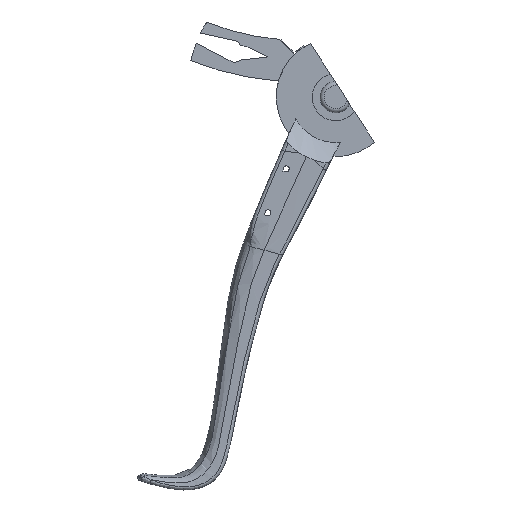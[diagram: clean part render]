
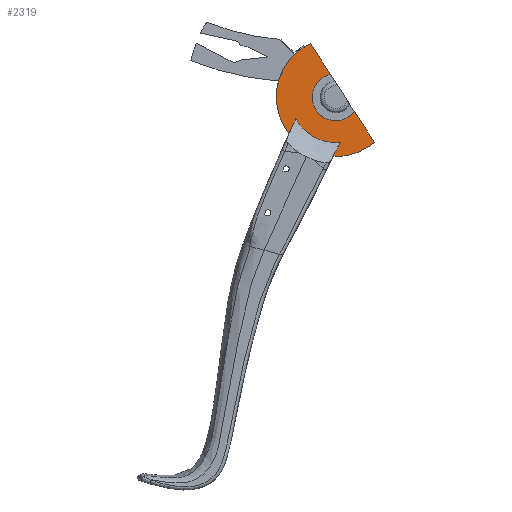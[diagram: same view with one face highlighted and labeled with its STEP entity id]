
A CAD part, front view. The second image highlights one B-rep face of the part: STEP entity #2319.
In plain terms, the highlighted planar face has unit normal (0, -1, 0).
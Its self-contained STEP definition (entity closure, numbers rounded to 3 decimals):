
#86=CIRCLE('',#2459,11.5);
#98=CIRCLE('',#2477,5.925);
#99=CIRCLE('',#2479,15.);
#100=CIRCLE('',#2480,15.);
#215=FACE_OUTER_BOUND('',#353,.T.);
#353=EDGE_LOOP('',(#1767,#1768,#1769,#1770,#1771,#1772,#1773,#1774));
#476=B_SPLINE_CURVE_WITH_KNOTS('',3,(#9977,#9978,#9979,#9980),
 .UNSPECIFIED.,.F.,.F.,(4,4),(-0.742,-0.344),
 .UNSPECIFIED.);
#534=B_SPLINE_CURVE_WITH_KNOTS('',3,(#13847,#13848,#13849,#13850),
 .UNSPECIFIED.,.F.,.F.,(4,4),(-0.385,0.),.UNSPECIFIED.);
#615=LINE('',#8180,#760);
#623=LINE('',#8218,#768);
#760=VECTOR('',#2661,10.);
#768=VECTOR('',#2669,10.);
#888=VERTEX_POINT('',#3082);
#917=VERTEX_POINT('',#8176);
#919=VERTEX_POINT('',#8179);
#928=VERTEX_POINT('',#8215);
#929=VERTEX_POINT('',#8217);
#950=VERTEX_POINT('',#9971);
#951=VERTEX_POINT('',#9976);
#994=VERTEX_POINT('',#11117);
#1175=EDGE_CURVE('',#919,#917,#615,.T.);
#1185=EDGE_CURVE('',#929,#928,#623,.T.);
#1207=EDGE_CURVE('',#950,#951,#476,.T.);
#1260=EDGE_CURVE('',#994,#950,#86,.T.);
#1282=EDGE_CURVE('',#888,#994,#534,.T.);
#1296=EDGE_CURVE('',#928,#919,#98,.T.);
#1297=EDGE_CURVE('',#917,#951,#99,.T.);
#1298=EDGE_CURVE('',#888,#929,#100,.T.);
#1767=ORIENTED_EDGE('',*,*,#1175,.T.);
#1768=ORIENTED_EDGE('',*,*,#1297,.T.);
#1769=ORIENTED_EDGE('',*,*,#1207,.F.);
#1770=ORIENTED_EDGE('',*,*,#1260,.F.);
#1771=ORIENTED_EDGE('',*,*,#1282,.F.);
#1772=ORIENTED_EDGE('',*,*,#1298,.T.);
#1773=ORIENTED_EDGE('',*,*,#1185,.T.);
#1774=ORIENTED_EDGE('',*,*,#1296,.T.);
#2222=PLANE('',#2478);
#2319=ADVANCED_FACE('',(#215),#2222,.F.);
#2459=AXIS2_PLACEMENT_3D('',#11124,#2708,#2709);
#2477=AXIS2_PLACEMENT_3D('',#14440,#2744,#2745);
#2478=AXIS2_PLACEMENT_3D('',#14441,#2746,#2747);
#2479=AXIS2_PLACEMENT_3D('',#14442,#2748,#2749);
#2480=AXIS2_PLACEMENT_3D('',#14443,#2750,#2751);
#2661=DIRECTION('',(-0.544,0.,0.839));
#2669=DIRECTION('',(-0.544,0.,0.839));
#2708=DIRECTION('center_axis',(0.,1.,0.));
#2709=DIRECTION('ref_axis',(0.966,0.,-0.259));
#2744=DIRECTION('center_axis',(0.,1.,0.));
#2745=DIRECTION('ref_axis',(0.966,0.,-0.259));
#2746=DIRECTION('center_axis',(0.,1.,0.));
#2747=DIRECTION('ref_axis',(0.966,0.,-0.259));
#2748=DIRECTION('center_axis',(0.,-1.,0.));
#2749=DIRECTION('ref_axis',(0.966,0.,-0.259));
#2750=DIRECTION('center_axis',(0.,-1.,0.));
#2751=DIRECTION('ref_axis',(0.966,0.,-0.259));
#3082=CARTESIAN_POINT('',(-14.615,-3.,145.937));
#8176=CARTESIAN_POINT('',(-20.295,-3.,174.486));
#8179=CARTESIAN_POINT('',(-15.247,-3.,166.689));
#8180=CARTESIAN_POINT('',(-5.422,-3.,151.515));
#8215=CARTESIAN_POINT('',(-9.184,-3.,157.326));
#8217=CARTESIAN_POINT('',(-4.136,-3.,149.529));
#8218=CARTESIAN_POINT('',(-5.422,-3.,151.515));
#9971=CARTESIAN_POINT('',(-24.004,-3.,155.438));
#9976=CARTESIAN_POINT('',(-25.708,-3.,151.677));
#9977=CARTESIAN_POINT('Ctrl Pts',(-24.004,-3.,155.438));
#9978=CARTESIAN_POINT('Ctrl Pts',(-24.558,-3.,154.233));
#9979=CARTESIAN_POINT('Ctrl Pts',(-25.137,-3.,152.954));
#9980=CARTESIAN_POINT('Ctrl Pts',(-25.708,-3.,151.677));
#11117=CARTESIAN_POINT('',(-12.732,-3.,149.479));
#11124=CARTESIAN_POINT('Origin',(-13.894,-3.,160.92));
#13847=CARTESIAN_POINT('Ctrl Pts',(-14.615,-3.,
145.937));
#13848=CARTESIAN_POINT('Ctrl Pts',(-14.031,-3.,
147.089));
#13849=CARTESIAN_POINT('Ctrl Pts',(-13.366,-3.,
148.363));
#13850=CARTESIAN_POINT('Ctrl Pts',(-12.732,-3.,
149.479));
#14440=CARTESIAN_POINT('Origin',(-13.894,-3.,160.92));
#14441=CARTESIAN_POINT('Origin',(-13.894,-3.,160.92));
#14442=CARTESIAN_POINT('Origin',(-13.894,-3.,160.92));
#14443=CARTESIAN_POINT('Origin',(-13.894,-3.,160.92));
